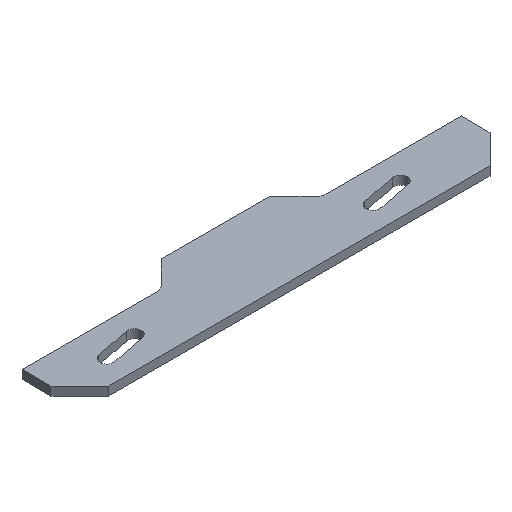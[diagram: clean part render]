
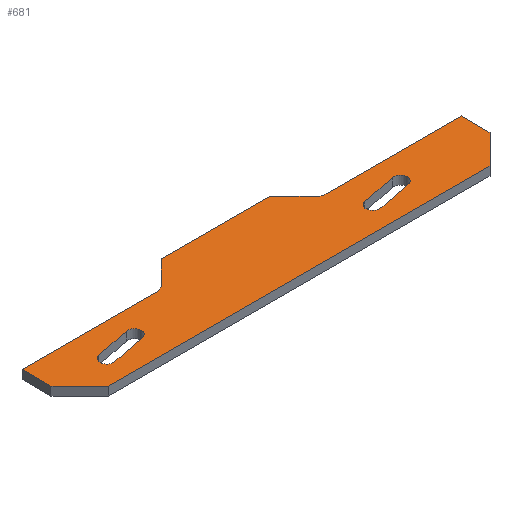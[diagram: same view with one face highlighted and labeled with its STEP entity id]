
A CAD part, isometric view. The second image highlights one B-rep face of the part: STEP entity #681.
In plain terms, the highlighted planar face has unit normal (0, 0, 1).
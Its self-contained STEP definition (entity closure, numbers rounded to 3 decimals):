
#201 = VERTEX_POINT('',#202);
#202 = CARTESIAN_POINT('',(17.768,14.132,2.));
#208 = EDGE_CURVE('',#201,#209,#211,.T.);
#209 = VERTEX_POINT('',#210);
#210 = CARTESIAN_POINT('',(12.5,19.4,2.));
#211 = LINE('',#212,#213);
#212 = CARTESIAN_POINT('',(18.5,13.4,2.));
#213 = VECTOR('',#214,1.);
#214 = DIRECTION('',(-0.707,0.707,0.));
#232 = VERTEX_POINT('',#233);
#233 = CARTESIAN_POINT('',(19.536,13.4,2.));
#239 = EDGE_CURVE('',#201,#232,#240,.T.);
#240 = CIRCLE('',#241,2.5);
#241 = AXIS2_PLACEMENT_3D('',#242,#243,#244);
#242 = CARTESIAN_POINT('',(19.536,15.9,2.));
#243 = DIRECTION('',(-0.,0.,1.));
#244 = DIRECTION('',(0.,-1.,0.));
#256 = EDGE_CURVE('',#209,#257,#259,.T.);
#257 = VERTEX_POINT('',#258);
#258 = CARTESIAN_POINT('',(-12.5,19.4,2.));
#259 = LINE('',#260,#261);
#260 = CARTESIAN_POINT('',(12.5,19.4,2.));
#261 = VECTOR('',#262,1.);
#262 = DIRECTION('',(-1.,0.,0.));
#281 = VERTEX_POINT('',#282);
#282 = CARTESIAN_POINT('',(50.75,13.4,2.));
#288 = EDGE_CURVE('',#281,#232,#289,.T.);
#289 = LINE('',#290,#291);
#290 = CARTESIAN_POINT('',(59.1,13.4,2.));
#291 = VECTOR('',#292,1.);
#292 = DIRECTION('',(-1.,0.,0.));
#305 = EDGE_CURVE('',#257,#306,#308,.T.);
#306 = VERTEX_POINT('',#307);
#307 = CARTESIAN_POINT('',(-17.768,14.132,2.));
#308 = LINE('',#309,#310);
#309 = CARTESIAN_POINT('',(-12.5,19.4,2.));
#310 = VECTOR('',#311,1.);
#311 = DIRECTION('',(-0.707,-0.707,0.));
#327 = EDGE_CURVE('',#281,#328,#330,.T.);
#328 = VERTEX_POINT('',#329);
#329 = CARTESIAN_POINT('',(50.75,6.7,2.));
#330 = LINE('',#331,#332);
#331 = CARTESIAN_POINT('',(50.75,16.328,2.));
#332 = VECTOR('',#333,1.);
#333 = DIRECTION('',(0.,-1.,0.));
#353 = EDGE_CURVE('',#354,#306,#356,.T.);
#354 = VERTEX_POINT('',#355);
#355 = CARTESIAN_POINT('',(-19.536,13.4,2.));
#356 = CIRCLE('',#357,2.5);
#357 = AXIS2_PLACEMENT_3D('',#358,#359,#360);
#358 = CARTESIAN_POINT('',(-19.536,15.9,2.));
#359 = DIRECTION('',(-0.,0.,1.));
#360 = DIRECTION('',(0.,-1.,0.));
#378 = VERTEX_POINT('',#379);
#379 = CARTESIAN_POINT('',(44.05,0.,2.));
#385 = EDGE_CURVE('',#378,#328,#386,.T.);
#386 = LINE('',#387,#388);
#387 = CARTESIAN_POINT('',(36.388,-7.663,2.));
#388 = VECTOR('',#389,1.);
#389 = DIRECTION('',(0.707,0.707,0.));
#402 = EDGE_CURVE('',#354,#403,#405,.T.);
#403 = VERTEX_POINT('',#404);
#404 = CARTESIAN_POINT('',(-50.75,13.4,2.));
#405 = LINE('',#406,#407);
#406 = CARTESIAN_POINT('',(59.1,13.4,2.));
#407 = VECTOR('',#408,1.);
#408 = DIRECTION('',(-1.,0.,0.));
#426 = VERTEX_POINT('',#427);
#427 = CARTESIAN_POINT('',(-44.05,0.,2.));
#433 = EDGE_CURVE('',#426,#378,#434,.T.);
#434 = LINE('',#435,#436);
#435 = CARTESIAN_POINT('',(-59.1,0.,2.));
#436 = VECTOR('',#437,1.);
#437 = DIRECTION('',(1.,0.,0.));
#448 = EDGE_CURVE('',#449,#403,#451,.T.);
#449 = VERTEX_POINT('',#450);
#450 = CARTESIAN_POINT('',(-50.75,6.7,2.));
#451 = LINE('',#452,#453);
#452 = CARTESIAN_POINT('',(-50.75,-13.119,2.));
#453 = VECTOR('',#454,1.);
#454 = DIRECTION('',(0.,1.,0.));
#472 = EDGE_CURVE('',#426,#449,#473,.T.);
#473 = LINE('',#474,#475);
#474 = CARTESIAN_POINT('',(-36.388,-7.663,2.));
#475 = VECTOR('',#476,1.);
#476 = DIRECTION('',(-0.707,0.707,0.));
#489 = EDGE_CURVE('',#490,#492,#494,.T.);
#490 = VERTEX_POINT('',#491);
#491 = CARTESIAN_POINT('',(-30.436,5.831,2.));
#492 = VERTEX_POINT('',#493);
#493 = CARTESIAN_POINT('',(-31.064,8.969,2.));
#494 = CIRCLE('',#495,1.6);
#495 = AXIS2_PLACEMENT_3D('',#496,#497,#498);
#496 = CARTESIAN_POINT('',(-30.75,7.4,2.));
#497 = DIRECTION('',(0.,0.,1.));
#498 = DIRECTION('',(1.,0.,0.));
#521 = EDGE_CURVE('',#492,#522,#524,.T.);
#522 = VERTEX_POINT('',#523);
#523 = CARTESIAN_POINT('',(-39.064,7.369,2.));
#524 = LINE('',#525,#526);
#525 = CARTESIAN_POINT('',(-31.064,8.969,2.));
#526 = VECTOR('',#527,1.);
#527 = DIRECTION('',(-0.981,-0.196,0.));
#545 = EDGE_CURVE('',#522,#546,#548,.T.);
#546 = VERTEX_POINT('',#547);
#547 = CARTESIAN_POINT('',(-38.436,4.231,2.));
#548 = CIRCLE('',#549,1.6);
#549 = AXIS2_PLACEMENT_3D('',#550,#551,#552);
#550 = CARTESIAN_POINT('',(-38.75,5.8,2.));
#551 = DIRECTION('',(0.,0.,1.));
#552 = DIRECTION('',(1.,0.,0.));
#570 = EDGE_CURVE('',#490,#546,#571,.T.);
#571 = LINE('',#572,#573);
#572 = CARTESIAN_POINT('',(-30.436,5.831,2.));
#573 = VECTOR('',#574,1.);
#574 = DIRECTION('',(-0.981,-0.196,0.));
#587 = EDGE_CURVE('',#588,#590,#592,.T.);
#588 = VERTEX_POINT('',#589);
#589 = CARTESIAN_POINT('',(31.064,5.831,2.));
#590 = VERTEX_POINT('',#591);
#591 = CARTESIAN_POINT('',(30.436,8.969,2.));
#592 = CIRCLE('',#593,1.6);
#593 = AXIS2_PLACEMENT_3D('',#594,#595,#596);
#594 = CARTESIAN_POINT('',(30.75,7.4,2.));
#595 = DIRECTION('',(0.,0.,1.));
#596 = DIRECTION('',(1.,0.,0.));
#619 = EDGE_CURVE('',#590,#620,#622,.T.);
#620 = VERTEX_POINT('',#621);
#621 = CARTESIAN_POINT('',(22.436,7.369,2.));
#622 = LINE('',#623,#624);
#623 = CARTESIAN_POINT('',(30.436,8.969,2.));
#624 = VECTOR('',#625,1.);
#625 = DIRECTION('',(-0.981,-0.196,0.));
#643 = EDGE_CURVE('',#620,#644,#646,.T.);
#644 = VERTEX_POINT('',#645);
#645 = CARTESIAN_POINT('',(23.064,4.231,2.));
#646 = CIRCLE('',#647,1.6);
#647 = AXIS2_PLACEMENT_3D('',#648,#649,#650);
#648 = CARTESIAN_POINT('',(22.75,5.8,2.));
#649 = DIRECTION('',(0.,0.,1.));
#650 = DIRECTION('',(1.,0.,0.));
#668 = EDGE_CURVE('',#588,#644,#669,.T.);
#669 = LINE('',#670,#671);
#670 = CARTESIAN_POINT('',(31.064,5.831,2.));
#671 = VECTOR('',#672,1.);
#672 = DIRECTION('',(-0.981,-0.196,0.));
#681 = ADVANCED_FACE('',(#682,#696,#702),#708,.T.);
#682 = FACE_BOUND('',#683,.T.);
#683 = EDGE_LOOP('',(#684,#685,#686,#687,#688,#689,#690,#691,#692,#693,
    #694,#695));
#684 = ORIENTED_EDGE('',*,*,#208,.T.);
#685 = ORIENTED_EDGE('',*,*,#256,.T.);
#686 = ORIENTED_EDGE('',*,*,#305,.T.);
#687 = ORIENTED_EDGE('',*,*,#353,.F.);
#688 = ORIENTED_EDGE('',*,*,#402,.T.);
#689 = ORIENTED_EDGE('',*,*,#448,.F.);
#690 = ORIENTED_EDGE('',*,*,#472,.F.);
#691 = ORIENTED_EDGE('',*,*,#433,.T.);
#692 = ORIENTED_EDGE('',*,*,#385,.T.);
#693 = ORIENTED_EDGE('',*,*,#327,.F.);
#694 = ORIENTED_EDGE('',*,*,#288,.T.);
#695 = ORIENTED_EDGE('',*,*,#239,.F.);
#696 = FACE_BOUND('',#697,.T.);
#697 = EDGE_LOOP('',(#698,#699,#700,#701));
#698 = ORIENTED_EDGE('',*,*,#489,.F.);
#699 = ORIENTED_EDGE('',*,*,#570,.T.);
#700 = ORIENTED_EDGE('',*,*,#545,.F.);
#701 = ORIENTED_EDGE('',*,*,#521,.F.);
#702 = FACE_BOUND('',#703,.T.);
#703 = EDGE_LOOP('',(#704,#705,#706,#707));
#704 = ORIENTED_EDGE('',*,*,#587,.F.);
#705 = ORIENTED_EDGE('',*,*,#668,.T.);
#706 = ORIENTED_EDGE('',*,*,#643,.F.);
#707 = ORIENTED_EDGE('',*,*,#619,.F.);
#708 = PLANE('',#709);
#709 = AXIS2_PLACEMENT_3D('',#710,#711,#712);
#710 = CARTESIAN_POINT('',(0.,8.046,2.));
#711 = DIRECTION('',(0.,0.,1.));
#712 = DIRECTION('',(1.,0.,0.));
